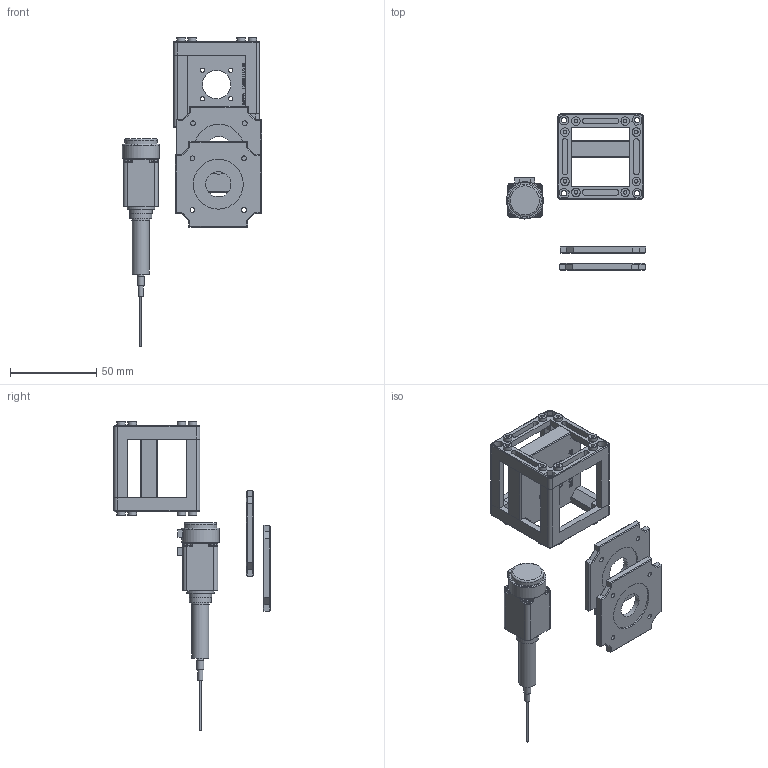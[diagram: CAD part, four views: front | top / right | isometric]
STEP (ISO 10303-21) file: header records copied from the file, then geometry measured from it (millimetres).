
FILE_DESCRIPTION(/* description */ (''),/* implementation_level */ '2;1');
FILE_NAME(/* name */ 'Assembly_Cube_SyringePump_Nema8_Cartridge.iam.step',/* time_stamp */ '2022-11-29T09:11:06+01:00',/* author */ ('marsikovabarbora'),/* organization */ (''),/* preprocessor_version */ 'ST-DEVELOPER v18.1',/* originating_system */ 'Autodesk Inventor 2022',/* authorisation */ '');
FILE_SCHEMA (('AUTOMOTIVE_DESIGN { 1 0 10303 214 3 1 1 }'));
Length unit declared in the file: millimetre
Products named in the file (6): Assembly_Cube_SyringePump_Nema8_Cartridge; Assembly_Cube_empty_IM_v3; 10_Cube_1x1_IM; 20_Cube_Insert_Nema8_Holder_Center_v3; 20_Cube_Insert_Syringe_Cardridge_Holder_center; 00_Joy-IT-B20SHD4353_NEMA8_captive
Assembly tree (7 placements, depth 3):
  Assembly_Cube_SyringePump_Nema8_Cartridge
    Assembly_Cube_empty_IM_v3
      10_Cube_1x1_IM  x2
    20_Cube_Insert_Nema8_Holder_Center_v3
    20_Cube_Insert_Syringe_Cardridge_Holder_center  x2
    00_Joy-IT-B20SHD4353_NEMA8_captive
Bounding box: 81.05 x 90.62 x 179.31 mm (x, y, z)
Volume: 75319.5 mm3; surface area: 42789.8 mm2
Topology: 8 solids, 8 shells, 802 faces, 1942 edges, 1235 vertices
Faces by surface type: plane 519, cylinder 190, bspline 50, torus 34, sphere 8, cone 1
Full cylindrical faces by diameter (mm): 1 x1, 2 x4, 2.05 x16, 2.5 x4, 2.8 x8, 2.845 x1, 3.1 x8, 3.5 x6, 3.962 x1, 4.95 x16, 5.5 x5, 10 x1, 10.447 x1, 12.81 x1, 13 x1, 14.7 x2, 16 x1, 16.5 x1, 18.898 x1, 21.641 x1, 29 x2
Entity records: 18032 total; most frequent: CARTESIAN_POINT 3891, ORIENTED_EDGE 2868, DIRECTION 2721, EDGE_CURVE 1434, LINE 991, VECTOR 991, VERTEX_POINT 915, AXIS2_PLACEMENT_3D 865
